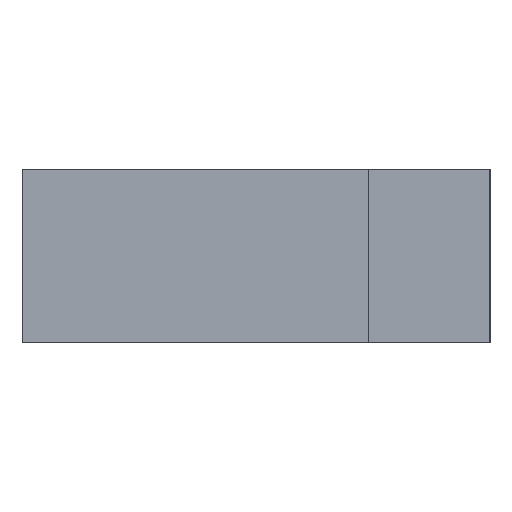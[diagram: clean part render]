
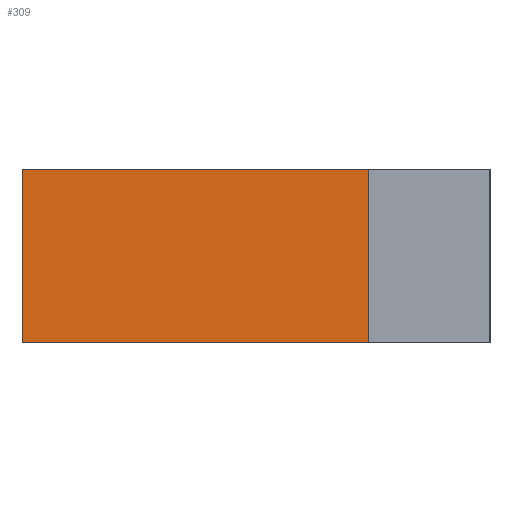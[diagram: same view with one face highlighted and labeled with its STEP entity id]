
A CAD part, left-side view. The second image highlights one B-rep face of the part: STEP entity #309.
In plain terms, the highlighted planar face has unit normal (-1, 0, 0).
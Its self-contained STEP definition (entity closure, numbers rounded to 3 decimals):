
#25=PLANE('',#343);
#41=FACE_OUTER_BOUND('',#57,.T.);
#57=EDGE_LOOP('',(#259,#260,#261,#262));
#93=LINE('',#502,#131);
#94=LINE('',#505,#132);
#95=LINE('',#507,#133);
#96=LINE('',#508,#134);
#131=VECTOR('',#413,10.);
#132=VECTOR('',#416,10.);
#133=VECTOR('',#417,10.);
#134=VECTOR('',#418,10.);
#165=VERTEX_POINT('',#498);
#166=VERTEX_POINT('',#500);
#167=VERTEX_POINT('',#504);
#168=VERTEX_POINT('',#506);
#205=EDGE_CURVE('',#165,#166,#93,.T.);
#206=EDGE_CURVE('',#165,#167,#94,.T.);
#207=EDGE_CURVE('',#168,#166,#95,.T.);
#208=EDGE_CURVE('',#167,#168,#96,.T.);
#259=ORIENTED_EDGE('',*,*,#206,.F.);
#260=ORIENTED_EDGE('',*,*,#205,.T.);
#261=ORIENTED_EDGE('',*,*,#207,.F.);
#262=ORIENTED_EDGE('',*,*,#208,.F.);
#309=ADVANCED_FACE('',(#41),#25,.T.);
#343=AXIS2_PLACEMENT_3D('',#503,#414,#415);
#413=DIRECTION('',(0.,0.,1.));
#414=DIRECTION('center_axis',(-1.,0.,0.));
#415=DIRECTION('ref_axis',(0.,-1.,0.));
#416=DIRECTION('',(0.,1.,0.));
#417=DIRECTION('',(0.,-1.,0.));
#418=DIRECTION('',(0.,0.,1.));
#498=CARTESIAN_POINT('',(0.,-18.,0.));
#500=CARTESIAN_POINT('',(0.,-18.,10.));
#502=CARTESIAN_POINT('',(0.,-18.,0.));
#503=CARTESIAN_POINT('Origin',(0.,2.,0.));
#504=CARTESIAN_POINT('',(0.,2.,0.));
#505=CARTESIAN_POINT('',(0.,-18.,0.));
#506=CARTESIAN_POINT('',(0.,2.,10.));
#507=CARTESIAN_POINT('',(0.,-18.,10.));
#508=CARTESIAN_POINT('',(0.,2.,0.));
